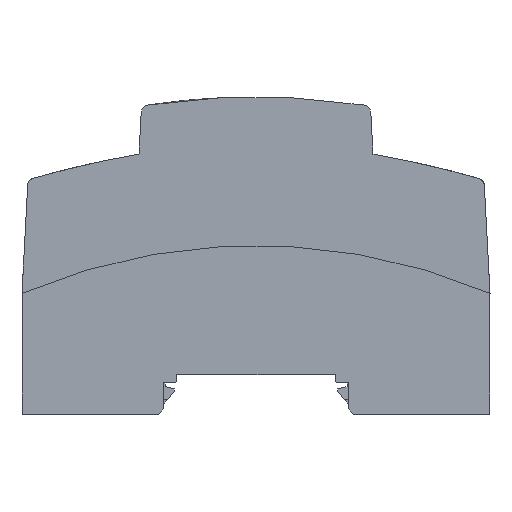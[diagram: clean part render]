
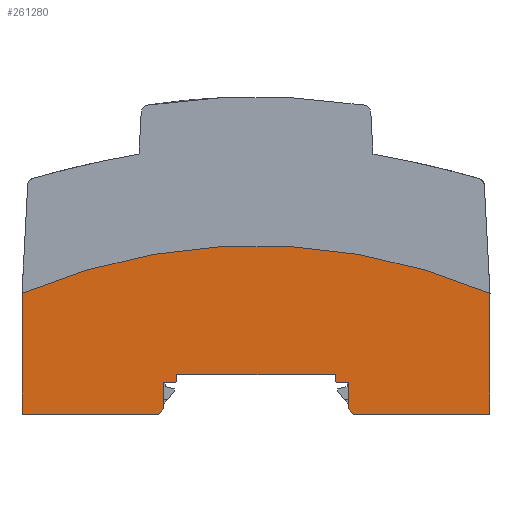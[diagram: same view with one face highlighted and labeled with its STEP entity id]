
A CAD part, left-side view. The second image highlights one B-rep face of the part: STEP entity #261280.
In plain terms, the highlighted face is planar.
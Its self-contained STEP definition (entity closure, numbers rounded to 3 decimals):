
#1350=CARTESIAN_POINT('',(17.798,1.029,-53.9));
#1360=VERTEX_POINT('',#1350);
#1510=CARTESIAN_POINT('',(18.798,0.029,-53.9));
#1520=VERTEX_POINT('',#1510);
#1550=CARTESIAN_POINT('',(0.,18.828,-53.9));
#1560=DIRECTION('',(0.707,-0.707,0.));
#1570=VECTOR('',#1560,1.);
#1580=LINE('',#1550,#1570);
#1590=EDGE_CURVE('',#1360,#1520,#1580,.T.);
#6930=CARTESIAN_POINT('',(-45.002,23.279,-53.9));
#6940=VERTEX_POINT('',#6930);
#96230=CARTESIAN_POINT('',(15.257,7.629,-53.9));
#96240=VERTEX_POINT('',#96230);
#96390=CARTESIAN_POINT('',(15.397,6.029,-53.9));
#96400=VERTEX_POINT('',#96390);
#96430=CARTESIAN_POINT('',(15.925,0.,-53.9));
#96440=DIRECTION('',(0.087,-0.996,0.));
#96450=VECTOR('',#96440,1.);
#96460=LINE('',#96430,#96450);
#96470=EDGE_CURVE('',#96240,#96400,#96460,.T.);
#98090=CARTESIAN_POINT('',(-45.002,0.029,-53.9));
#98100=VERTEX_POINT('',#98090);
#98150=CARTESIAN_POINT('',(-45.002,0.,-53.9));
#98160=DIRECTION('',(0.,-1.,0.));
#98170=VECTOR('',#98160,1.);
#98180=LINE('',#98150,#98170);
#98190=EDGE_CURVE('',#6940,#98100,#98180,.T.);
#103930=CARTESIAN_POINT('',(-0.002,-82.551,-53.9
));
#103940=DIRECTION('',(0.,0.,-1.));
#103950=DIRECTION('',(-1.,0.,0.));
#103960=AXIS2_PLACEMENT_3D('',#103930,#103940,#103950);
#103970=CIRCLE('',#103960,115.);
#103980=CARTESIAN_POINT('',(44.998,23.279,-53.9));
#103990=VERTEX_POINT('',#103980);
#104000=EDGE_CURVE('',#6940,#103990,#103970,.T.);
#104300=CARTESIAN_POINT('',(-17.802,6.029,-53.9));
#104310=VERTEX_POINT('',#104300);
#104690=CARTESIAN_POINT('',(-15.397,6.029,-53.9));
#104700=VERTEX_POINT('',#104690);
#104730=CARTESIAN_POINT('',(0.,6.029,-53.9));
#104740=DIRECTION('',(1.,0.,0.));
#104750=VECTOR('',#104740,1.);
#104760=LINE('',#104730,#104750);
#104770=EDGE_CURVE('',#104310,#104700,#104760,.T.);
#105660=CARTESIAN_POINT('',(17.798,0.,-53.9));
#105670=DIRECTION('',(0.,-1.,0.));
#105680=VECTOR('',#105670,1.);
#105690=LINE('',#105660,#105680);
#105700=CARTESIAN_POINT('',(17.798,6.029,-53.9));
#105710=VERTEX_POINT('',#105700);
#105720=EDGE_CURVE('',#105710,#1360,#105690,.T.);
#106230=CARTESIAN_POINT('',(-15.257,7.629,-53.9));
#106240=VERTEX_POINT('',#106230);
#106360=CARTESIAN_POINT('',(0.,7.629,-53.9));
#106370=DIRECTION('',(1.,0.,0.));
#106380=VECTOR('',#106370,1.);
#106390=LINE('',#106360,#106380);
#106400=EDGE_CURVE('',#106240,#96240,#106390,.T.);
#106950=CARTESIAN_POINT('',(-15.925,0.,-53.9));
#106960=DIRECTION('',(0.087,0.996,0.));
#106970=VECTOR('',#106960,1.);
#106980=LINE('',#106950,#106970);
#106990=EDGE_CURVE('',#104700,#106240,#106980,.T.);
#109620=CARTESIAN_POINT('',(44.998,0.029,-53.9));
#109630=VERTEX_POINT('',#109620);
#109660=CARTESIAN_POINT('',(0.,0.029,-53.9));
#109670=DIRECTION('',(1.,0.,0.));
#109680=VECTOR('',#109670,1.);
#109690=LINE('',#109660,#109680);
#109700=EDGE_CURVE('',#1520,#109630,#109690,.T.);
#110020=CARTESIAN_POINT('',(44.998,0.,-53.9));
#110030=DIRECTION('',(0.,1.,0.));
#110040=VECTOR('',#110030,1.);
#110050=LINE('',#110020,#110040);
#110060=EDGE_CURVE('',#109630,#103990,#110050,.T.);
#117690=CARTESIAN_POINT('',(-18.802,0.029,-53.9));
#117700=VERTEX_POINT('',#117690);
#117850=CARTESIAN_POINT('',(-17.802,1.029,-53.9));
#117860=VERTEX_POINT('',#117850);
#117890=CARTESIAN_POINT('',(0.,18.831,-53.9));
#117900=DIRECTION('',(0.707,0.707,0.));
#117910=VECTOR('',#117900,1.);
#117920=LINE('',#117890,#117910);
#117930=EDGE_CURVE('',#117700,#117860,#117920,.T.);
#118350=CARTESIAN_POINT('',(-17.802,0.,-53.9));
#118360=DIRECTION('',(0.,1.,0.));
#118370=VECTOR('',#118360,1.);
#118380=LINE('',#118350,#118370);
#118390=EDGE_CURVE('',#117860,#104310,#118380,.T.);
#119180=CARTESIAN_POINT('',(0.,0.029,-53.9));
#119190=DIRECTION('',(1.,0.,0.));
#119200=VECTOR('',#119190,1.);
#119210=LINE('',#119180,#119200);
#119220=EDGE_CURVE('',#98100,#117700,#119210,.T.);
#124880=CARTESIAN_POINT('',(0.,6.029,-53.9));
#124890=DIRECTION('',(1.,0.,0.));
#124900=VECTOR('',#124890,1.);
#124910=LINE('',#124880,#124900);
#124920=EDGE_CURVE('',#96400,#105710,#124910,.T.);
#261070=CARTESIAN_POINT('',(-0.002,46.739,-53.9)
);
#261080=DIRECTION('',(0.,0.,-1.));
#261090=DIRECTION('',(-1.,0.,0.));
#261100=AXIS2_PLACEMENT_3D('',#261070,#261080,#261090);
#261110=PLANE('',#261100);
#261120=ORIENTED_EDGE('',*,*,#104000,.T.);
#261130=ORIENTED_EDGE('',*,*,#98190,.F.);
#261140=ORIENTED_EDGE('',*,*,#119220,.F.);
#261150=ORIENTED_EDGE('',*,*,#117930,.F.);
#261160=ORIENTED_EDGE('',*,*,#118390,.F.);
#261170=ORIENTED_EDGE('',*,*,#104770,.F.);
#261180=ORIENTED_EDGE('',*,*,#106990,.F.);
#261190=ORIENTED_EDGE('',*,*,#106400,.F.);
#261200=ORIENTED_EDGE('',*,*,#96470,.F.);
#261210=ORIENTED_EDGE('',*,*,#124920,.F.);
#261220=ORIENTED_EDGE('',*,*,#105720,.F.);
#261230=ORIENTED_EDGE('',*,*,#1590,.F.);
#261240=ORIENTED_EDGE('',*,*,#109700,.F.);
#261250=ORIENTED_EDGE('',*,*,#110060,.F.);
#261260=EDGE_LOOP('',(#261250,#261240,#261230,#261220,#261210,#261200,
#261190,#261180,#261170,#261160,#261150,#261140,#261130,#261120));
#261270=FACE_OUTER_BOUND('',#261260,.T.);
#261280=ADVANCED_FACE('',(#261270),#261110,.T.);
